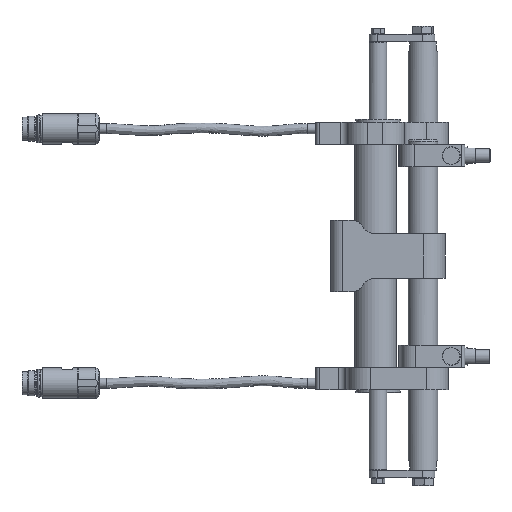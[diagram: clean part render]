
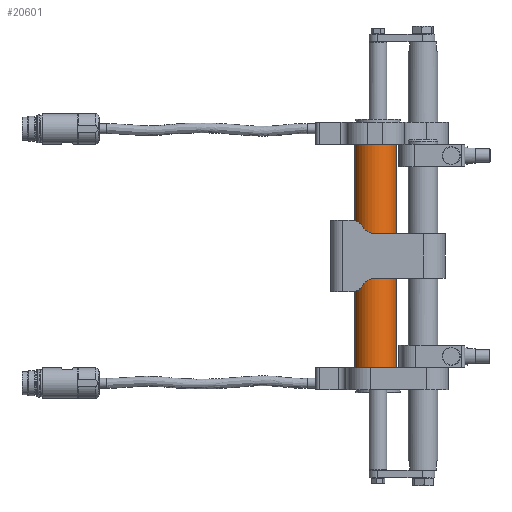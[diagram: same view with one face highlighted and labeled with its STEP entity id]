
A CAD part, left-side view. The second image highlights one B-rep face of the part: STEP entity #20601.
In plain terms, the highlighted cylindrical face has radius 14 mm (diameter 28 mm), a full revolution.
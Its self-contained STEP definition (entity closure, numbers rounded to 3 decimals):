
#52 = DIRECTION ( 'NONE',  ( 0., 0., 1. ) ) ;
#2063 = CARTESIAN_POINT ( 'NONE',  ( 168., 0., 14. ) ) ;
#2855 = VERTEX_POINT ( 'NONE', #12767 ) ;
#3644 = CIRCLE ( 'NONE', #4897, 14. ) ;
#4419 = EDGE_LOOP ( 'NONE', ( #25821 ) ) ;
#4592 = CIRCLE ( 'NONE', #24865, 14. ) ;
#4897 = AXIS2_PLACEMENT_3D ( 'NONE', #8008, #16067, #52 ) ;
#5408 = DIRECTION ( 'NONE',  ( -1., 0., 0. ) ) ;
#6610 = EDGE_CURVE ( 'NONE', #24401, #24401, #4592, .T. ) ;
#7724 = CARTESIAN_POINT ( 'NONE',  ( 168., 0., 0. ) ) ;
#8008 = CARTESIAN_POINT ( 'NONE',  ( 12., 0., 0. ) ) ;
#10314 = AXIS2_PLACEMENT_3D ( 'NONE', #21129, #5408, #13065 ) ;
#10316 = ORIENTED_EDGE ( 'NONE', *, *, #22128, .F. ) ;
#12767 = CARTESIAN_POINT ( 'NONE',  ( 12., 0., 14. ) ) ;
#13065 = DIRECTION ( 'NONE',  ( 0., 0., 1. ) ) ;
#15649 = DIRECTION ( 'NONE',  ( 0., 0., 1. ) ) ;
#16067 = DIRECTION ( 'NONE',  ( -1., 0., 0. ) ) ;
#16655 = FACE_OUTER_BOUND ( 'NONE', #4419, .T. ) ;
#19335 = EDGE_LOOP ( 'NONE', ( #10316 ) ) ;
#20480 = FACE_OUTER_BOUND ( 'NONE', #19335, .T. ) ;
#20601 = ADVANCED_FACE ( 'NONE', ( #16655, #20480 ), #24698, .T. ) ;
#21129 = CARTESIAN_POINT ( 'NONE',  ( 0., 0., 0. ) ) ;
#22128 = EDGE_CURVE ( 'NONE', #2855, #2855, #3644, .T. ) ;
#23919 = DIRECTION ( 'NONE',  ( -1., 0., 0. ) ) ;
#24401 = VERTEX_POINT ( 'NONE', #2063 ) ;
#24698 = CYLINDRICAL_SURFACE ( 'NONE', #10314, 14. ) ;
#24865 = AXIS2_PLACEMENT_3D ( 'NONE', #7724, #23919, #15649 ) ;
#25821 = ORIENTED_EDGE ( 'NONE', *, *, #6610, .T. ) ;
